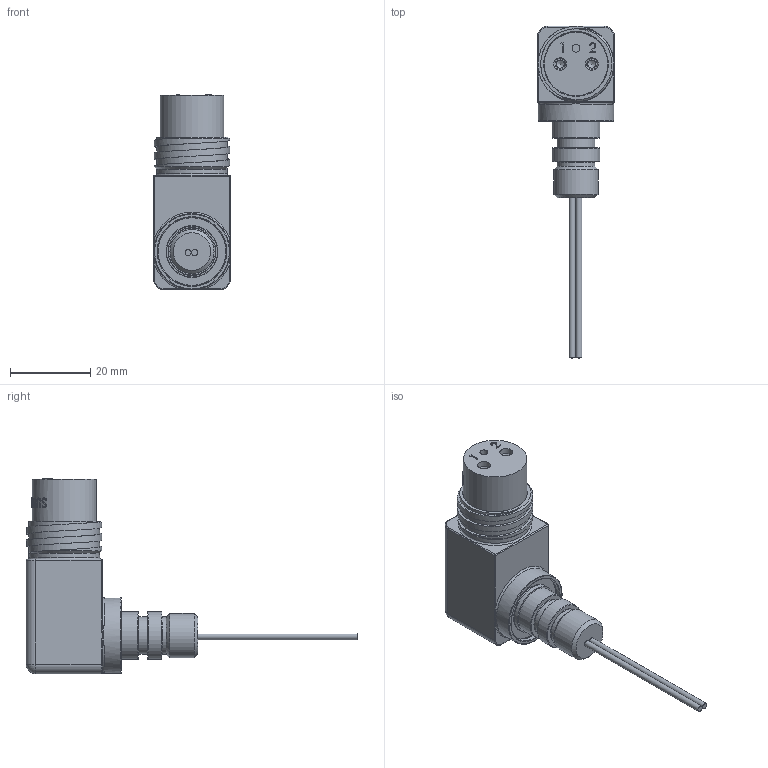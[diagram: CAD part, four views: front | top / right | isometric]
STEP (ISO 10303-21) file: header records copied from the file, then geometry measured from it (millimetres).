
FILE_DESCRIPTION(/* description */ (''),/* implementation_level */ '2;1');
FILE_NAME(/* name */ 'MCBHRA2FAS G2 2 O-ring.stp',/* time_stamp */ '2022-07-13T09:02:01+02:00',/* author */ ('sh'),/* organization */ (''),/* preprocessor_version */ 'ST-DEVELOPER v17',/* originating_system */ 'Autodesk Inventor 2019',/* authorisation */ '');
FILE_SCHEMA (('AUTOMOTIVE_DESIGN { 1 0 10303 214 3 1 1 }'));
Length unit declared in the file: millimetre
Products named in the file (1): MCBHRA2FAS G2 2 O-ring
Bounding box: 19.05 x 82.85 x 48.79 mm (x, y, z)
Volume: 15984.3 mm3; surface area: 7040.1 mm2
Topology: 1 solids, 4 shells, 331 faces, 930 edges, 627 vertices
Faces by surface type: plane 105, bspline 76, cylinder 72, torus 52, cone 22, sphere 4
Full cylindrical faces by diameter (mm): 1.372 x2, 1.448 x2, 1.524 x2, 1.981 x1, 2.052 x2, 2.057 x6, 2.723 x2, 2.743 x2, 3.175 x10, 7.239 x1, 9.398 x2, 11.024 x1, 11.938 x2, 12.7 x1, 15.875 x2, 17.145 x1, 17.628 x2, 18.847 x2, 18.923 x1
Entity records: 19844 total; most frequent: CARTESIAN_POINT 11008, ORIENTED_EDGE 1844, DIRECTION 1692, EDGE_CURVE 922, AXIS2_PLACEMENT_3D 688, VERTEX_POINT 627, CIRCLE 416, EDGE_LOOP 379
